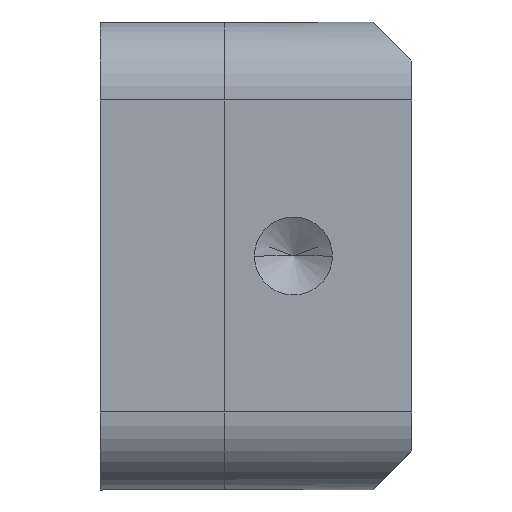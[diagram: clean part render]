
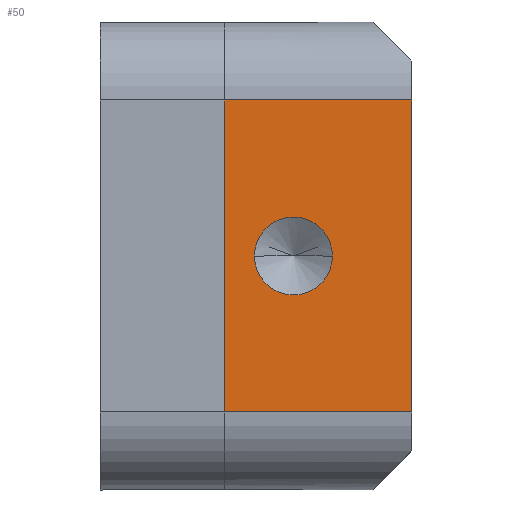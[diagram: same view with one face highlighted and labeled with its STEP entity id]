
A CAD part, left-side view. The second image highlights one B-rep face of the part: STEP entity #50.
In plain terms, the highlighted planar face has unit normal (-1, 0, 0).
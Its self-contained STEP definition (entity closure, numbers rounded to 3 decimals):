
#4 = AXIS2_PLACEMENT_3D ( 'NONE', #1824, #536, #2203 ) ;
#50 = ADVANCED_FACE ( 'NONE', ( #1614, #128 ), #2358, .F. ) ;
#73 = CARTESIAN_POINT ( 'NONE',  ( -30., 5., 6. ) ) ;
#94 = ORIENTED_EDGE ( 'NONE', *, *, #678, .T. ) ;
#109 = VERTEX_POINT ( 'NONE', #1347 ) ;
#128 = FACE_OUTER_BOUND ( 'NONE', #1879, .T. ) ;
#134 = ORIENTED_EDGE ( 'NONE', *, *, #1444, .T. ) ;
#315 = CARTESIAN_POINT ( 'NONE',  ( -30., 0., 5.05 ) ) ;
#346 = VECTOR ( 'NONE', #2361, 1000. ) ;
#454 = EDGE_CURVE ( 'NONE', #1520, #702, #2321, .T. ) ;
#479 = CARTESIAN_POINT ( 'NONE',  ( -30., -5., 6. ) ) ;
#494 = CARTESIAN_POINT ( 'NONE',  ( -30., -7.5, 0. ) ) ;
#510 = VERTEX_POINT ( 'NONE', #2096 ) ;
#518 = LINE ( 'NONE', #479, #1543 ) ;
#536 = DIRECTION ( 'NONE',  ( -1., 0., 0. ) ) ;
#678 = EDGE_CURVE ( 'NONE', #510, #109, #1767, .T. ) ;
#688 = CARTESIAN_POINT ( 'NONE',  ( -30., -7.5, 6. ) ) ;
#697 = AXIS2_PLACEMENT_3D ( 'NONE', #688, #1776, #1429 ) ;
#702 = VERTEX_POINT ( 'NONE', #894 ) ;
#894 = CARTESIAN_POINT ( 'NONE',  ( -30., -5., 6. ) ) ;
#1015 = ORIENTED_EDGE ( 'NONE', *, *, #454, .F. ) ;
#1090 = EDGE_CURVE ( 'NONE', #109, #702, #518, .T. ) ;
#1228 = CARTESIAN_POINT ( 'NONE',  ( -30., 5., 6. ) ) ;
#1347 = CARTESIAN_POINT ( 'NONE',  ( -30., -5., 0. ) ) ;
#1348 = LINE ( 'NONE', #73, #1984 ) ;
#1380 = EDGE_CURVE ( 'NONE', #2282, #1547, #1469, .T. ) ;
#1429 = DIRECTION ( 'NONE',  ( 0., 0., -1. ) ) ;
#1444 = EDGE_CURVE ( 'NONE', #1520, #510, #1348, .T. ) ;
#1469 = CIRCLE ( 'NONE', #1858, 1.25 ) ;
#1492 = CARTESIAN_POINT ( 'NONE',  ( -30., 0., 2.55 ) ) ;
#1520 = VERTEX_POINT ( 'NONE', #1228 ) ;
#1543 = VECTOR ( 'NONE', #2372, 1000. ) ;
#1546 = DIRECTION ( 'NONE',  ( -1., 0., 0. ) ) ;
#1547 = VERTEX_POINT ( 'NONE', #315 ) ;
#1567 = DIRECTION ( 'NONE',  ( 0., -1., 0. ) ) ;
#1604 = EDGE_CURVE ( 'NONE', #1547, #2282, #1777, .T. ) ;
#1614 = FACE_BOUND ( 'NONE', #1693, .T. ) ;
#1660 = VECTOR ( 'NONE', #1567, 1000. ) ;
#1673 = ORIENTED_EDGE ( 'NONE', *, *, #1090, .T. ) ;
#1693 = EDGE_LOOP ( 'NONE', ( #1712, #2055 ) ) ;
#1703 = CARTESIAN_POINT ( 'NONE',  ( -30., 0., 3.8 ) ) ;
#1712 = ORIENTED_EDGE ( 'NONE', *, *, #1604, .F. ) ;
#1767 = LINE ( 'NONE', #494, #346 ) ;
#1776 = DIRECTION ( 'NONE',  ( 1., 0., 0. ) ) ;
#1777 = CIRCLE ( 'NONE', #4, 1.25 ) ;
#1824 = CARTESIAN_POINT ( 'NONE',  ( -30., 0., 3.8 ) ) ;
#1858 = AXIS2_PLACEMENT_3D ( 'NONE', #1703, #1546, #2115 ) ;
#1879 = EDGE_LOOP ( 'NONE', ( #1015, #134, #94, #1673 ) ) ;
#1984 = VECTOR ( 'NONE', #2075, 1000. ) ;
#2055 = ORIENTED_EDGE ( 'NONE', *, *, #1380, .F. ) ;
#2075 = DIRECTION ( 'NONE',  ( 0., 0., -1. ) ) ;
#2096 = CARTESIAN_POINT ( 'NONE',  ( -30., 5., 0. ) ) ;
#2110 = CARTESIAN_POINT ( 'NONE',  ( -30., -7.5, 6. ) ) ;
#2115 = DIRECTION ( 'NONE',  ( 0., 0., 1. ) ) ;
#2203 = DIRECTION ( 'NONE',  ( 0., 0., 1. ) ) ;
#2282 = VERTEX_POINT ( 'NONE', #1492 ) ;
#2321 = LINE ( 'NONE', #2110, #1660 ) ;
#2358 = PLANE ( 'NONE',  #697 ) ;
#2361 = DIRECTION ( 'NONE',  ( 0., -1., 0. ) ) ;
#2372 = DIRECTION ( 'NONE',  ( 0., 0., 1. ) ) ;
